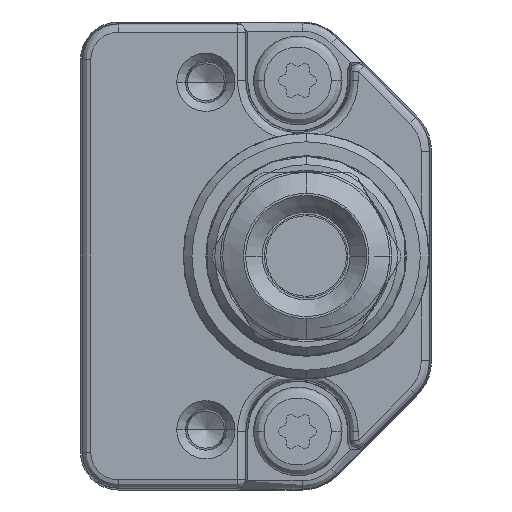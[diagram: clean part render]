
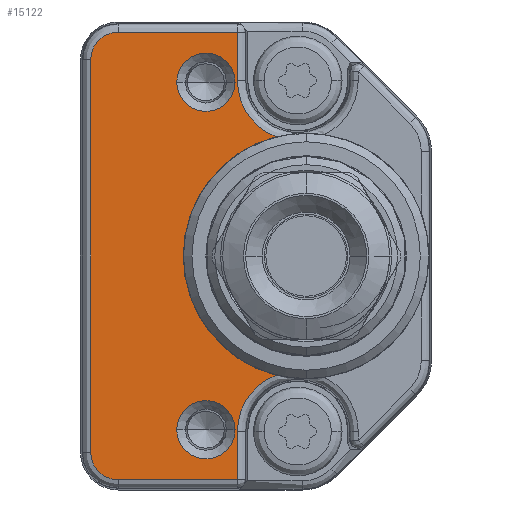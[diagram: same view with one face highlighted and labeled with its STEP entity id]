
A CAD part, left-side view. The second image highlights one B-rep face of the part: STEP entity #15122.
In plain terms, the highlighted planar face has unit normal (-1, 0, 0).
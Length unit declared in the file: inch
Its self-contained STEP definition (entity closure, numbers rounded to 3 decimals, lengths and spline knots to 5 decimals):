
#526=CARTESIAN_POINT('',(-13.,9.29653,-7.1271));
#684=CARTESIAN_POINT('',(-13.,9.29653,7.1271));
#707=CARTESIAN_POINT('',(-13.,8.,-10.5));
#708=DIRECTION('',(1.,0.,0.));
#709=DIRECTION('',(0.,1.,0.));
#710=AXIS2_PLACEMENT_3D('',#707,#708,#709);
#712=DIRECTION('',(0.,0.,1.));
#713=VECTOR('',#712,2.8909);
#714=CARTESIAN_POINT('',(-13.,11.61353,-13.3909));
#715=LINE('',#714,#713);
#716=DIRECTION('',(0.,-1.,0.));
#717=VECTOR('',#716,7.13647);
#718=CARTESIAN_POINT('',(-13.,18.75,-13.3909));
#719=LINE('',#718,#717);
#720=CARTESIAN_POINT('',(-13.,18.75,-11.75));
#721=DIRECTION('',(-1.,0.,0.));
#722=DIRECTION('',(0.,1.,0.));
#723=AXIS2_PLACEMENT_3D('',#720,#721,#722);
#725=DIRECTION('',(0.,0.,-1.));
#726=VECTOR('',#725,23.5);
#727=CARTESIAN_POINT('',(-13.,20.3909,11.75));
#728=LINE('',#727,#726);
#729=CARTESIAN_POINT('',(-13.,18.75,11.75));
#730=DIRECTION('',(-1.,0.,0.));
#731=DIRECTION('',(0.,0.,1.));
#732=AXIS2_PLACEMENT_3D('',#729,#730,#731);
#734=DIRECTION('',(0.,1.,0.));
#735=VECTOR('',#734,7.13647);
#736=CARTESIAN_POINT('',(-13.,11.61353,13.3909));
#737=LINE('',#736,#735);
#738=DIRECTION('',(0.,0.,1.));
#739=VECTOR('',#738,2.8909);
#740=CARTESIAN_POINT('',(-13.,11.61353,10.5));
#741=LINE('',#740,#739);
#742=CARTESIAN_POINT('',(-13.,8.,10.5));
#743=DIRECTION('',(1.,0.,0.));
#744=DIRECTION('',(0.,0.359,-0.933));
#745=AXIS2_PLACEMENT_3D('',#742,#743,#744);
#747=CARTESIAN_POINT('',(-13.,7.5,0.));
#748=DIRECTION('',(-1.,0.,0.));
#749=DIRECTION('',(0.,0.244,0.97));
#750=AXIS2_PLACEMENT_3D('',#747,#748,#749);
#752=CARTESIAN_POINT('',(-13.,13.5,-10.3923));
#753=DIRECTION('',(1.,0.,0.));
#754=DIRECTION('',(0.,-1.,0.));
#755=AXIS2_PLACEMENT_3D('',#752,#753,#754);
#757=CARTESIAN_POINT('',(-13.,13.5,-10.3923));
#758=DIRECTION('',(1.,0.,0.));
#759=DIRECTION('',(0.,1.,0.));
#760=AXIS2_PLACEMENT_3D('',#757,#758,#759);
#762=CARTESIAN_POINT('',(-13.,13.5,10.3923));
#763=DIRECTION('',(1.,0.,0.));
#764=DIRECTION('',(0.,-1.,0.));
#765=AXIS2_PLACEMENT_3D('',#762,#763,#764);
#767=CARTESIAN_POINT('',(-13.,13.5,10.3923));
#768=DIRECTION('',(1.,0.,0.));
#769=DIRECTION('',(0.,1.,0.));
#770=AXIS2_PLACEMENT_3D('',#767,#768,#769);
#13341=VERTEX_POINT('',#526);
#13342=VERTEX_POINT('',#684);
#13359=CARTESIAN_POINT('',(-13.,20.3909,-11.75));
#13360=CARTESIAN_POINT('',(-13.,18.75,-13.3909));
#13361=VERTEX_POINT('',#13359);
#13362=VERTEX_POINT('',#13360);
#13367=CARTESIAN_POINT('',(-13.,20.3909,11.75));
#13368=VERTEX_POINT('',#13367);
#13371=CARTESIAN_POINT('',(-13.,18.75,13.3909));
#13372=VERTEX_POINT('',#13371);
#13401=CARTESIAN_POINT('',(-13.,11.61353,-10.5));
#13402=VERTEX_POINT('',#13401);
#13403=CARTESIAN_POINT('',(-13.,11.61353,-13.3909));
#13404=VERTEX_POINT('',#13403);
#13421=CARTESIAN_POINT('',(-13.,11.61353,10.5));
#13422=VERTEX_POINT('',#13421);
#13423=CARTESIAN_POINT('',(-13.,11.61353,13.3909));
#13424=VERTEX_POINT('',#13423);
#13482=CARTESIAN_POINT('',(-13.,11.75,-10.3923));
#13483=CARTESIAN_POINT('',(-13.,15.25,-10.3923));
#13484=VERTEX_POINT('',#13482);
#13485=VERTEX_POINT('',#13483);
#13490=CARTESIAN_POINT('',(-13.,11.75,10.3923));
#13491=CARTESIAN_POINT('',(-13.,15.25,10.3923));
#13492=VERTEX_POINT('',#13490);
#13493=VERTEX_POINT('',#13491);
#15087=CARTESIAN_POINT('',(-13.,0.,0.));
#15088=DIRECTION('',(-1.,0.,0.));
#15089=DIRECTION('',(0.,0.,1.));
#15090=AXIS2_PLACEMENT_3D('',#15087,#15088,#15089);
#15091=PLANE('',#15090);
#15092=ORIENTED_EDGE('',*,*,#14935,.F.);
#15094=ORIENTED_EDGE('',*,*,#15093,.F.);
#15096=ORIENTED_EDGE('',*,*,#15095,.F.);
#15098=ORIENTED_EDGE('',*,*,#15097,.F.);
#15100=ORIENTED_EDGE('',*,*,#15099,.F.);
#15102=ORIENTED_EDGE('',*,*,#15101,.F.);
#15104=ORIENTED_EDGE('',*,*,#15103,.F.);
#15105=ORIENTED_EDGE('',*,*,#15078,.F.);
#15106=ORIENTED_EDGE('',*,*,#15036,.F.);
#15107=ORIENTED_EDGE('',*,*,#14950,.T.);
#15108=EDGE_LOOP('',(#15092,#15094,#15096,#15098,#15100,#15102,#15104,#15105,
#15106,#15107));
#15109=FACE_OUTER_BOUND('',#15108,.F.);
#15111=ORIENTED_EDGE('',*,*,#15110,.F.);
#15113=ORIENTED_EDGE('',*,*,#15112,.F.);
#15114=EDGE_LOOP('',(#15111,#15113));
#15115=FACE_BOUND('',#15114,.F.);
#15117=ORIENTED_EDGE('',*,*,#15116,.F.);
#15119=ORIENTED_EDGE('',*,*,#15118,.F.);
#15120=EDGE_LOOP('',(#15117,#15119));
#15121=FACE_BOUND('',#15120,.F.);
#15122=ADVANCED_FACE('',(#15109,#15115,#15121),#15091,.T.);
#711=CIRCLE('',#710,3.61353);
#724=CIRCLE('',#723,1.6409);
#733=CIRCLE('',#732,1.6409);
#746=CIRCLE('',#745,3.61353);
#751=CIRCLE('',#750,7.35);
#756=CIRCLE('',#755,1.75);
#761=CIRCLE('',#760,1.75);
#766=CIRCLE('',#765,1.75);
#771=CIRCLE('',#770,1.75);
#14935=EDGE_CURVE('',#13402,#13341,#711,.T.);
#14950=EDGE_CURVE('',#13342,#13341,#751,.T.);
#15036=EDGE_CURVE('',#13342,#13422,#746,.T.);
#15078=EDGE_CURVE('',#13422,#13424,#741,.T.);
#15093=EDGE_CURVE('',#13404,#13402,#715,.T.);
#15095=EDGE_CURVE('',#13362,#13404,#719,.T.);
#15097=EDGE_CURVE('',#13361,#13362,#724,.T.);
#15099=EDGE_CURVE('',#13368,#13361,#728,.T.);
#15101=EDGE_CURVE('',#13372,#13368,#733,.T.);
#15103=EDGE_CURVE('',#13424,#13372,#737,.T.);
#15110=EDGE_CURVE('',#13484,#13485,#756,.T.);
#15112=EDGE_CURVE('',#13485,#13484,#761,.T.);
#15116=EDGE_CURVE('',#13492,#13493,#766,.T.);
#15118=EDGE_CURVE('',#13493,#13492,#771,.T.);
